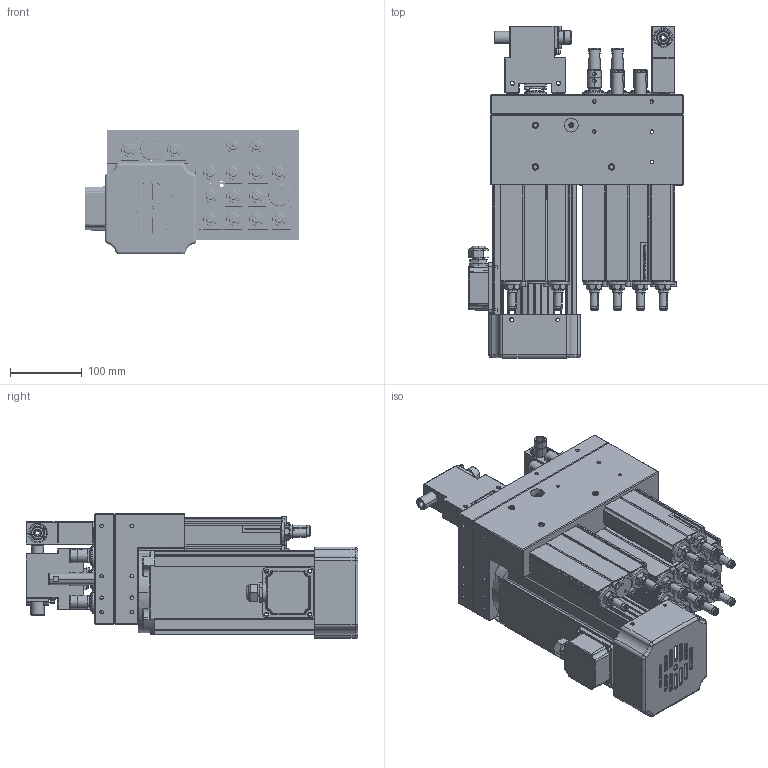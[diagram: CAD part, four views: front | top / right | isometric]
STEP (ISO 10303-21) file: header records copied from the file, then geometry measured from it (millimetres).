
FILE_DESCRIPTION (( 'STEP AP214' ), '1' );
FILE_NAME ('PZ37H10A-0001.STEP', '2024-07-05T04:41:29', ( 'Sysceo.com' ), ( '' ), 'SwSTEP 2.0', 'SolidWorks 2018', '' );
FILE_SCHEMA (( 'AUTOMOTIVE_DESIGN' ));
Length unit declared in the file: millimetre
Products named in the file (2): PZ37H10A-0001
Bounding box: 298.91 x 461.5 x 173.5 mm (x, y, z)
Surface area: 931363 mm2 (no closed solid volume)
Topology: 0 solids, 235 shells, 2545 faces, 11580 edges, 9056 vertices
Faces by surface type: cylinder 1071, plane 1036, cone 297, torus 91, bspline 49, sphere 1
Entity records: 162848 total; most frequent: CARTESIAN_POINT 44582, DIRECTION 18045, ORIENTED_EDGE 16443, EDGE_CURVE 11545, VERTEX_POINT 9025, VECTOR 6433, LINE 6433, AXIS2_PLACEMENT_3D 5806
